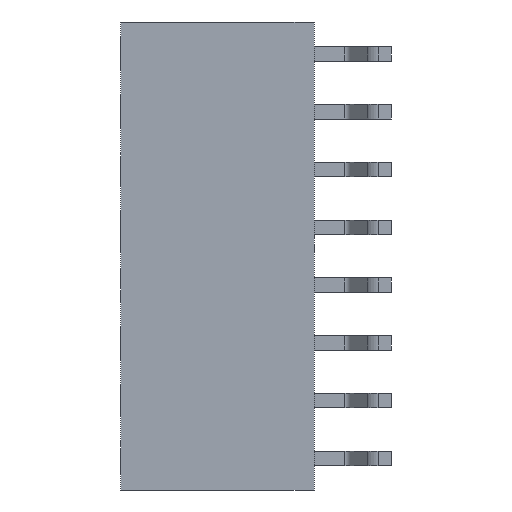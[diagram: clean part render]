
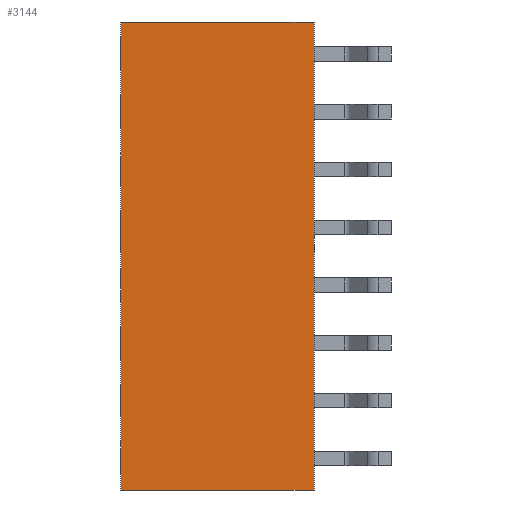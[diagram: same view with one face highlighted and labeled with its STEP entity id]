
A CAD part, left-side view. The second image highlights one B-rep face of the part: STEP entity #3144.
In plain terms, the highlighted planar face has unit normal (-1, 0, 0).
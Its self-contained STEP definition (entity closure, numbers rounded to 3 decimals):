
#16=DIRECTION('',(0.,0.,1.));
#17=VECTOR('',#16,20.57);
#18=CARTESIAN_POINT('',(0.,4.25,-10.285));
#19=LINE('',#18,#17);
#24=DIRECTION('',(0.,-1.,0.));
#25=VECTOR('',#24,8.5);
#26=CARTESIAN_POINT('',(0.,4.25,10.285));
#27=LINE('',#26,#25);
#31=DIRECTION('',(0.,0.,-1.));
#32=VECTOR('',#31,20.57);
#33=CARTESIAN_POINT('',(0.,-4.25,10.285));
#34=LINE('',#33,#32);
#38=DIRECTION('',(0.,1.,0.));
#39=VECTOR('',#38,8.5);
#40=CARTESIAN_POINT('',(0.,-4.25,-10.285));
#41=LINE('',#40,#39);
#2649=CARTESIAN_POINT('',(0.,4.25,-10.285));
#2650=CARTESIAN_POINT('',(0.,4.25,10.285));
#2651=VERTEX_POINT('',#2649);
#2652=VERTEX_POINT('',#2650);
#2653=CARTESIAN_POINT('',(0.,-4.25,10.285));
#2654=VERTEX_POINT('',#2653);
#2655=CARTESIAN_POINT('',(0.,-4.25,-10.285));
#2656=VERTEX_POINT('',#2655);
#3129=CARTESIAN_POINT('',(0.,0.,0.));
#3130=DIRECTION('',(1.,0.,0.));
#3131=DIRECTION('',(0.,0.,-1.));
#3132=AXIS2_PLACEMENT_3D('',#3129,#3130,#3131);
#3133=PLANE('',#3132);
#3135=ORIENTED_EDGE('',*,*,#3134,.T.);
#3137=ORIENTED_EDGE('',*,*,#3136,.T.);
#3139=ORIENTED_EDGE('',*,*,#3138,.T.);
#3141=ORIENTED_EDGE('',*,*,#3140,.T.);
#3142=EDGE_LOOP('',(#3135,#3137,#3139,#3141));
#3143=FACE_OUTER_BOUND('',#3142,.F.);
#3144=ADVANCED_FACE('',(#3143),#3133,.F.);
#3134=EDGE_CURVE('',#2651,#2652,#19,.T.);
#3136=EDGE_CURVE('',#2652,#2654,#27,.T.);
#3138=EDGE_CURVE('',#2654,#2656,#34,.T.);
#3140=EDGE_CURVE('',#2656,#2651,#41,.T.);
